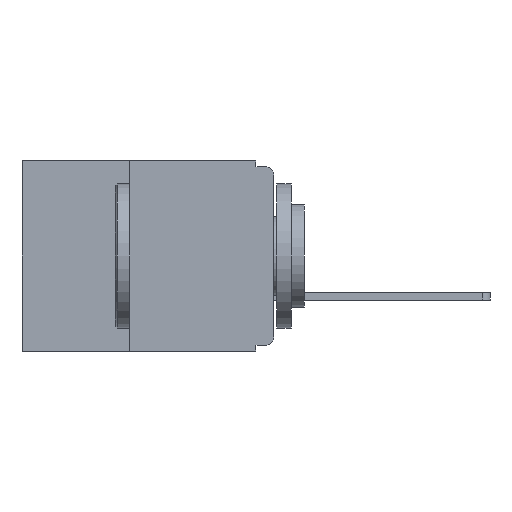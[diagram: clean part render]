
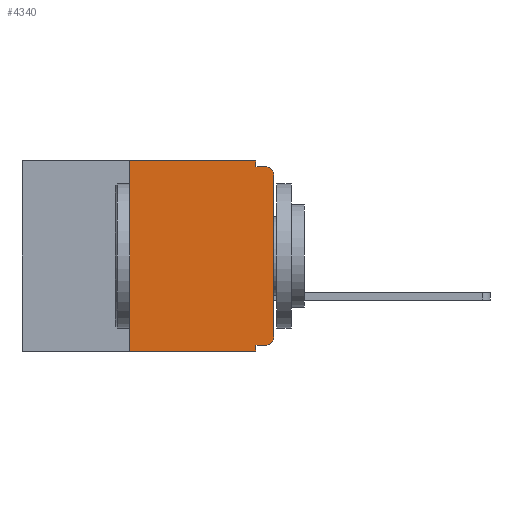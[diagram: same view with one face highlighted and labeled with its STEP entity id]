
A CAD part, left-side view. The second image highlights one B-rep face of the part: STEP entity #4340.
In plain terms, the highlighted planar face has unit normal (-1, 0, 0).
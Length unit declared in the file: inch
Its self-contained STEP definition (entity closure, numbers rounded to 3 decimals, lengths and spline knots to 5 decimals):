
#87 = LINE ( 'NONE', #8442, #15779 ) ;
#392 = DIRECTION ( 'NONE',  ( -1., 0., 0. ) ) ;
#1055 = LINE ( 'NONE', #15033, #11302 ) ;
#1227 = ORIENTED_EDGE ( 'NONE', *, *, #12693, .F. ) ;
#1411 = EDGE_CURVE ( 'NONE', #13416, #22648, #21598, .T. ) ;
#2235 = VERTEX_POINT ( 'NONE', #17330 ) ;
#2287 = VECTOR ( 'NONE', #22580, 39.37008 ) ;
#2347 = DIRECTION ( 'NONE',  ( 0., 0., -1. ) ) ;
#2376 = CARTESIAN_POINT ( 'NONE',  ( 0., 0.437, 0. ) ) ;
#3106 = ORIENTED_EDGE ( 'NONE', *, *, #23159, .F. ) ;
#3482 = LINE ( 'NONE', #22213, #13735 ) ;
#3535 = FACE_OUTER_BOUND ( 'NONE', #15927, .T. ) ;
#4317 = ORIENTED_EDGE ( 'NONE', *, *, #18823, .T. ) ;
#4340 = ADVANCED_FACE ( 'NONE', ( #3535 ), #23870, .F. ) ;
#5173 = AXIS2_PLACEMENT_3D ( 'NONE', #12672, #392, #14722 ) ;
#6661 = VERTEX_POINT ( 'NONE', #12938 ) ;
#7154 = LINE ( 'NONE', #21861, #12625 ) ;
#7206 = ORIENTED_EDGE ( 'NONE', *, *, #10182, .T. ) ;
#8285 = CARTESIAN_POINT ( 'NONE',  ( 0., 0., -0.32 ) ) ;
#8442 = CARTESIAN_POINT ( 'NONE',  ( 0., 0.25, -0.33 ) ) ;
#8716 = VECTOR ( 'NONE', #2347, 39.37008 ) ;
#9120 = CIRCLE ( 'NONE', #5173, 0.015 ) ;
#9184 = ORIENTED_EDGE ( 'NONE', *, *, #1411, .T. ) ;
#9468 = EDGE_CURVE ( 'NONE', #13416, #24614, #17340, .T. ) ;
#9798 = ORIENTED_EDGE ( 'NONE', *, *, #21703, .F. ) ;
#10182 = EDGE_CURVE ( 'NONE', #14628, #2235, #1055, .T. ) ;
#10804 = ORIENTED_EDGE ( 'NONE', *, *, #11603, .F. ) ;
#11125 = CARTESIAN_POINT ( 'NONE',  ( 0., 0., -0.01 ) ) ;
#11242 = CARTESIAN_POINT ( 'NONE',  ( 0., 0.031, -0.32 ) ) ;
#11302 = VECTOR ( 'NONE', #17102, 39.37008 ) ;
#11603 = EDGE_CURVE ( 'NONE', #23217, #6661, #15364, .T. ) ;
#12625 = VECTOR ( 'NONE', #13644, 39.37008 ) ;
#12672 = CARTESIAN_POINT ( 'NONE',  ( 0., 0.015, -0.025 ) ) ;
#12693 = EDGE_CURVE ( 'NONE', #15490, #20873, #24934, .T. ) ;
#12796 = CARTESIAN_POINT ( 'NONE',  ( 0., 0.031, 0. ) ) ;
#12938 = CARTESIAN_POINT ( 'NONE',  ( 0., 0.015, -0.01 ) ) ;
#13350 = ORIENTED_EDGE ( 'NONE', *, *, #9468, .F. ) ;
#13416 = VERTEX_POINT ( 'NONE', #22327 ) ;
#13430 = VECTOR ( 'NONE', #22789, 39.37008 ) ;
#13644 = DIRECTION ( 'NONE',  ( 0., 0., -1. ) ) ;
#13735 = VECTOR ( 'NONE', #20246, 39.37008 ) ;
#14617 = CARTESIAN_POINT ( 'NONE',  ( 0., 0.031, 0. ) ) ;
#14628 = VERTEX_POINT ( 'NONE', #26363 ) ;
#14722 = DIRECTION ( 'NONE',  ( 0., 0., -1. ) ) ;
#14974 = CARTESIAN_POINT ( 'NONE',  ( 0., 0.25, 0. ) ) ;
#15033 = CARTESIAN_POINT ( 'NONE',  ( 0., 0.437, -0.33 ) ) ;
#15364 = LINE ( 'NONE', #11125, #21445 ) ;
#15377 = EDGE_CURVE ( 'NONE', #23187, #6661, #9120, .T. ) ;
#15490 = VERTEX_POINT ( 'NONE', #14974 ) ;
#15779 = VECTOR ( 'NONE', #24782, 39.37008 ) ;
#15927 = EDGE_LOOP ( 'NONE', ( #4317, #21926, #10804, #3106, #1227, #19147, #7206, #9798, #13350, #9184 ) ) ;
#15975 = EDGE_CURVE ( 'NONE', #14628, #15490, #87, .T. ) ;
#16849 = CARTESIAN_POINT ( 'NONE',  ( 0., 0.031, -0.01 ) ) ;
#17102 = DIRECTION ( 'NONE',  ( 0., -1., 0. ) ) ;
#17330 = CARTESIAN_POINT ( 'NONE',  ( 0., 0.031, -0.33 ) ) ;
#17340 = LINE ( 'NONE', #8285, #2287 ) ;
#17464 = AXIS2_PLACEMENT_3D ( 'NONE', #22432, #21012, #20492 ) ;
#18823 = EDGE_CURVE ( 'NONE', #22648, #23187, #3482, .T. ) ;
#19147 = ORIENTED_EDGE ( 'NONE', *, *, #15975, .F. ) ;
#20219 = CARTESIAN_POINT ( 'NONE',  ( 0., 0.015, -0.305 ) ) ;
#20246 = DIRECTION ( 'NONE',  ( 0., 0., 1. ) ) ;
#20492 = DIRECTION ( 'NONE',  ( 0., 0., -1. ) ) ;
#20857 = CARTESIAN_POINT ( 'NONE',  ( 0., 0., -0.025 ) ) ;
#20873 = VERTEX_POINT ( 'NONE', #12796 ) ;
#21012 = DIRECTION ( 'NONE',  ( 1., 0., 0. ) ) ;
#21445 = VECTOR ( 'NONE', #23368, 39.37008 ) ;
#21598 = CIRCLE ( 'NONE', #21684, 0.015 ) ;
#21684 = AXIS2_PLACEMENT_3D ( 'NONE', #20219, #22731, #22697 ) ;
#21703 = EDGE_CURVE ( 'NONE', #24614, #2235, #7154, .T. ) ;
#21861 = CARTESIAN_POINT ( 'NONE',  ( 0., 0.031, -0.33 ) ) ;
#21926 = ORIENTED_EDGE ( 'NONE', *, *, #15377, .T. ) ;
#22213 = CARTESIAN_POINT ( 'NONE',  ( 0., 0., 0. ) ) ;
#22327 = CARTESIAN_POINT ( 'NONE',  ( 0., 0.015, -0.32 ) ) ;
#22432 = CARTESIAN_POINT ( 'NONE',  ( 0., 0.437, 0. ) ) ;
#22580 = DIRECTION ( 'NONE',  ( 0., 1., 0. ) ) ;
#22648 = VERTEX_POINT ( 'NONE', #23221 ) ;
#22697 = DIRECTION ( 'NONE',  ( 0., 0., -1. ) ) ;
#22731 = DIRECTION ( 'NONE',  ( -1., 0., 0. ) ) ;
#22789 = DIRECTION ( 'NONE',  ( 0., -1., 0. ) ) ;
#23159 = EDGE_CURVE ( 'NONE', #20873, #23217, #25639, .T. ) ;
#23187 = VERTEX_POINT ( 'NONE', #20857 ) ;
#23217 = VERTEX_POINT ( 'NONE', #16849 ) ;
#23221 = CARTESIAN_POINT ( 'NONE',  ( 0., 0., -0.305 ) ) ;
#23368 = DIRECTION ( 'NONE',  ( 0., -1., 0. ) ) ;
#23870 = PLANE ( 'NONE',  #17464 ) ;
#24614 = VERTEX_POINT ( 'NONE', #11242 ) ;
#24782 = DIRECTION ( 'NONE',  ( 0., 0., 1. ) ) ;
#24934 = LINE ( 'NONE', #2376, #13430 ) ;
#25639 = LINE ( 'NONE', #14617, #8716 ) ;
#26363 = CARTESIAN_POINT ( 'NONE',  ( 0., 0.25, -0.33 ) ) ;
